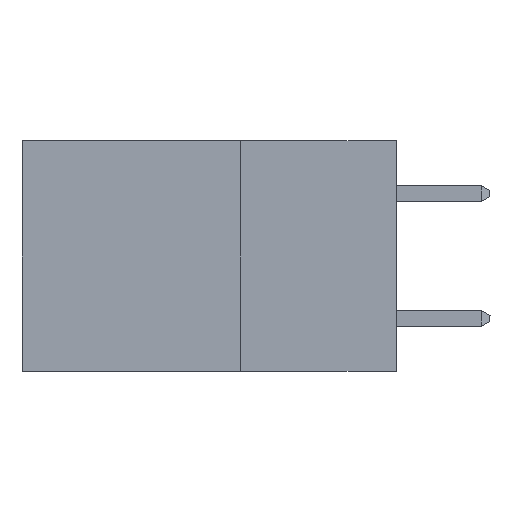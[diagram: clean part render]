
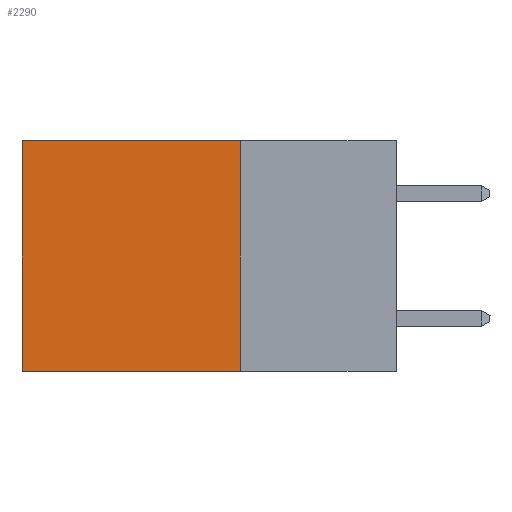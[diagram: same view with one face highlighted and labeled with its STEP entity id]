
A CAD part, left-side view. The second image highlights one B-rep face of the part: STEP entity #2290.
In plain terms, the highlighted planar face has unit normal (-1, 0, 0).
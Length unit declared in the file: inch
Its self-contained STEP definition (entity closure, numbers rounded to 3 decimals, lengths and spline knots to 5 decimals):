
#110 = VERTEX_POINT ( 'NONE', #18698 ) ;
#938 = ORIENTED_EDGE ( 'NONE', *, *, #5403, .T. ) ;
#1433 = CARTESIAN_POINT ( 'NONE',  ( 0.2615, 0.25, 0. ) ) ;
#2190 = VECTOR ( 'NONE', #4909, 39.37008 ) ;
#2290 = ADVANCED_FACE ( 'NONE', ( #25773 ), #13916, .F. ) ;
#2335 = CARTESIAN_POINT ( 'NONE',  ( 0.2615, 0.6, -0.37 ) ) ;
#2843 = LINE ( 'NONE', #5978, #2190 ) ;
#3504 = VECTOR ( 'NONE', #22628, 39.37008 ) ;
#4563 = EDGE_CURVE ( 'NONE', #5271, #10051, #9011, .T. ) ;
#4909 = DIRECTION ( 'NONE',  ( 0., 0., -1. ) ) ;
#4969 = EDGE_CURVE ( 'NONE', #8902, #10051, #15740, .T. ) ;
#5051 = EDGE_CURVE ( 'NONE', #110, #8902, #2843, .T. ) ;
#5271 = VERTEX_POINT ( 'NONE', #25740 ) ;
#5403 = EDGE_CURVE ( 'NONE', #110, #5271, #26605, .T. ) ;
#5978 = CARTESIAN_POINT ( 'NONE',  ( 0.2615, 0.25, -0.37 ) ) ;
#8788 = CARTESIAN_POINT ( 'NONE',  ( 0.2615, 0.25, -0.37 ) ) ;
#8902 = VERTEX_POINT ( 'NONE', #19478 ) ;
#8918 = DIRECTION ( 'NONE',  ( 0., 1., 0. ) ) ;
#9011 = LINE ( 'NONE', #22778, #3504 ) ;
#10051 = VERTEX_POINT ( 'NONE', #2335 ) ;
#10283 = VECTOR ( 'NONE', #8918, 39.37008 ) ;
#11593 = ORIENTED_EDGE ( 'NONE', *, *, #5051, .F. ) ;
#12098 = ORIENTED_EDGE ( 'NONE', *, *, #4969, .F. ) ;
#12960 = DIRECTION ( 'NONE',  ( 0., 0., -1. ) ) ;
#13167 = DIRECTION ( 'NONE',  ( 1., 0., 0. ) ) ;
#13527 = CARTESIAN_POINT ( 'NONE',  ( 0.2615, 0.25, -0.37 ) ) ;
#13916 = PLANE ( 'NONE',  #16951 ) ;
#15715 = VECTOR ( 'NONE', #15806, 39.37008 ) ;
#15740 = LINE ( 'NONE', #8788, #10283 ) ;
#15806 = DIRECTION ( 'NONE',  ( 0., 1., 0. ) ) ;
#16951 = AXIS2_PLACEMENT_3D ( 'NONE', #13527, #13167, #12960 ) ;
#17151 = ORIENTED_EDGE ( 'NONE', *, *, #4563, .T. ) ;
#18698 = CARTESIAN_POINT ( 'NONE',  ( 0.2615, 0.25, 0. ) ) ;
#19478 = CARTESIAN_POINT ( 'NONE',  ( 0.2615, 0.25, -0.37 ) ) ;
#22628 = DIRECTION ( 'NONE',  ( 0., 0., -1. ) ) ;
#22778 = CARTESIAN_POINT ( 'NONE',  ( 0.2615, 0.6, -0.37 ) ) ;
#25740 = CARTESIAN_POINT ( 'NONE',  ( 0.2615, 0.6, 0. ) ) ;
#25773 = FACE_OUTER_BOUND ( 'NONE', #25960, .T. ) ;
#25960 = EDGE_LOOP ( 'NONE', ( #17151, #12098, #11593, #938 ) ) ;
#26605 = LINE ( 'NONE', #1433, #15715 ) ;
